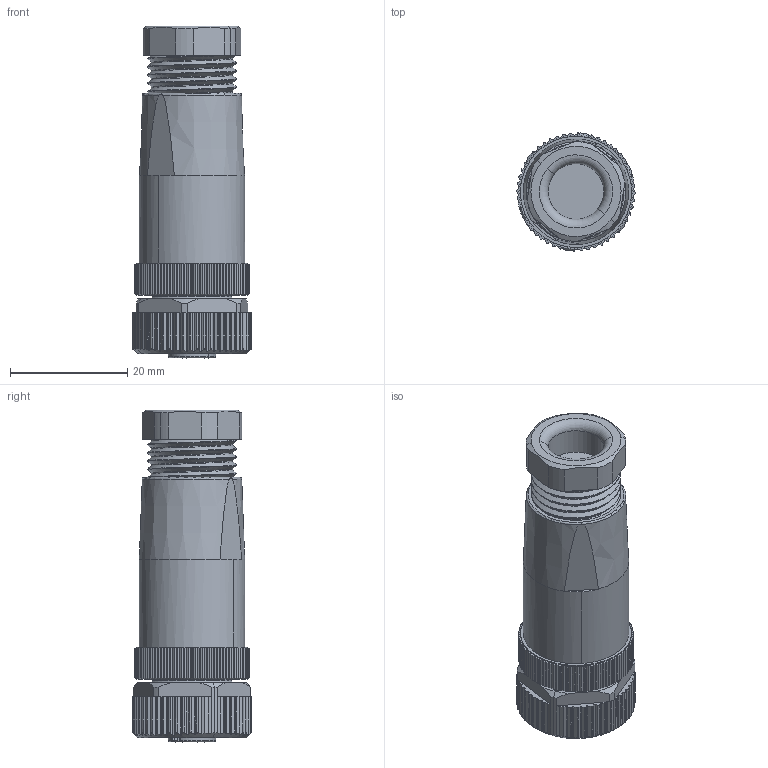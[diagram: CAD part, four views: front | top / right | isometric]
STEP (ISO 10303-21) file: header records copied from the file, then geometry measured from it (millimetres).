
FILE_DESCRIPTION(('CATIA V5 STEP Exchange','CAx-IF Rec.Pracs.--- Model Styling and Organization---1.4--- 2014-01-23'),'2;1');
FILE_NAME ('004538-1_0', '2023-02-06T09:34:42+00:00', ('none'), ('Weidmueller'), 'CATIA Version 5-6 Release 2016 SP3 HF44', 'CATIA V5 STEP AP214', 'none');
FILE_SCHEMA(('AUTOMOTIVE_DESIGN { 1 0 10303 214 1 1 1 1 }'));
Products named in the file (1): 1044710000
Bounding box: 20.19 x 20.19 x 56.7 mm (x, y, z)
Volume: 12874 mm3; surface area: 6099.2 mm2
Topology: 2 solids, 3 shells, 975 faces, 3273 edges, 2330 vertices
Faces by surface type: plane 430, cylinder 405, cone 66, bspline 52, torus 14, sphere 8
Entity records: 47452 total; most frequent: CARTESIAN_POINT 22050, ORIENTED_EDGE 6530, DIRECTION 3461, EDGE_CURVE 3265, VERTEX_POINT 2330, B_SPLINE_CURVE_WITH_KNOTS 1520, AXIS2_PLACEMENT_3D 1404, VECTOR 1200
